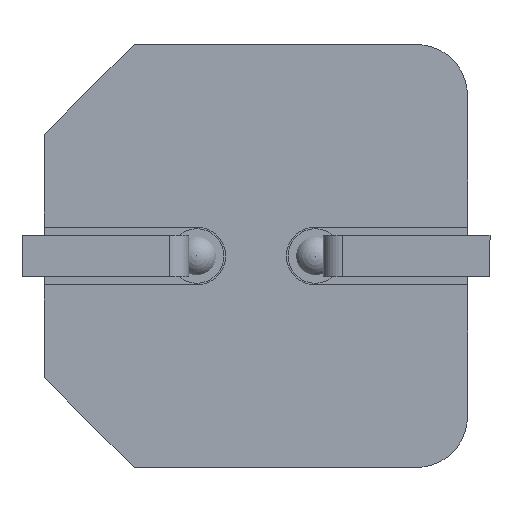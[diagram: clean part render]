
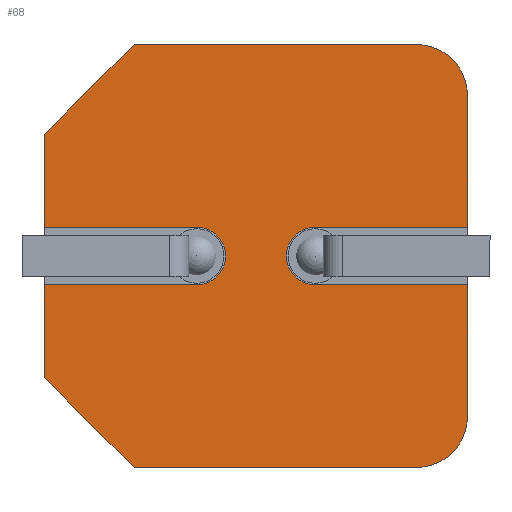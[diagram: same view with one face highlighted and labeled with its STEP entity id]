
A CAD part, front view. The second image highlights one B-rep face of the part: STEP entity #68.
In plain terms, the highlighted planar face has unit normal (0, -1, 0).
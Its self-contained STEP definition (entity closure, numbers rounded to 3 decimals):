
#34 = EDGE_CURVE ( 'NONE', #765, #1067, #1110, .T. ) ;
#37 = CARTESIAN_POINT ( 'NONE',  ( 3.3, 0., -2.5 ) ) ;
#54 = EDGE_CURVE ( 'NONE', #938, #1387, #1532, .T. ) ;
#68 = ADVANCED_FACE ( 'NONE', ( #2028 ), #1272, .T. ) ;
#71 = CIRCLE ( 'NONE', #390, 0.8 ) ;
#77 = VECTOR ( 'NONE', #283, 1000. ) ;
#85 = LINE ( 'NONE', #860, #647 ) ;
#95 = LINE ( 'NONE', #2427, #2290 ) ;
#107 = CARTESIAN_POINT ( 'NONE',  ( -1.9, 0., -3.3 ) ) ;
#116 = VERTEX_POINT ( 'NONE', #2352 ) ;
#119 = AXIS2_PLACEMENT_3D ( 'NONE', #1825, #2021, #1279 ) ;
#139 = LINE ( 'NONE', #719, #2254 ) ;
#151 = ORIENTED_EDGE ( 'NONE', *, *, #1246, .T. ) ;
#158 = VERTEX_POINT ( 'NONE', #2362 ) ;
#195 = VERTEX_POINT ( 'NONE', #1036 ) ;
#256 = AXIS2_PLACEMENT_3D ( 'NONE', #2054, #986, #347 ) ;
#270 = CARTESIAN_POINT ( 'NONE',  ( -1.9, 0., 3.3 ) ) ;
#283 = DIRECTION ( 'NONE',  ( 1., 0., 0. ) ) ;
#288 = VERTEX_POINT ( 'NONE', #2037 ) ;
#335 = CARTESIAN_POINT ( 'NONE',  ( 2.5, 0., 2.5 ) ) ;
#343 = LINE ( 'NONE', #1189, #1174 ) ;
#347 = DIRECTION ( 'NONE',  ( 0., 0., 1. ) ) ;
#384 = VECTOR ( 'NONE', #1954, 1000. ) ;
#390 = AXIS2_PLACEMENT_3D ( 'NONE', #335, #1540, #1149 ) ;
#445 = DIRECTION ( 'NONE',  ( 0., 1., 0. ) ) ;
#466 = CARTESIAN_POINT ( 'NONE',  ( -3.3, 0., 0.45 ) ) ;
#470 = CARTESIAN_POINT ( 'NONE',  ( -0.925, 0., 0.45 ) ) ;
#480 = LINE ( 'NONE', #1082, #587 ) ;
#493 = EDGE_CURVE ( 'NONE', #2014, #2320, #95, .T. ) ;
#501 = VECTOR ( 'NONE', #1880, 1000. ) ;
#517 = CARTESIAN_POINT ( 'NONE',  ( 0., 0., -0.45 ) ) ;
#533 = DIRECTION ( 'NONE',  ( 1., 0., 0. ) ) ;
#536 = VERTEX_POINT ( 'NONE', #1908 ) ;
#587 = VECTOR ( 'NONE', #1428, 1000. ) ;
#597 = VECTOR ( 'NONE', #1088, 1000. ) ;
#638 = ORIENTED_EDGE ( 'NONE', *, *, #1390, .T. ) ;
#647 = VECTOR ( 'NONE', #1634, 1000. ) ;
#702 = LINE ( 'NONE', #517, #843 ) ;
#715 = CIRCLE ( 'NONE', #1855, 0.8 ) ;
#716 = ORIENTED_EDGE ( 'NONE', *, *, #2132, .T. ) ;
#718 = VECTOR ( 'NONE', #857, 1000. ) ;
#719 = CARTESIAN_POINT ( 'NONE',  ( 0., 0., 3.3 ) ) ;
#757 = LINE ( 'NONE', #1076, #501 ) ;
#761 = CARTESIAN_POINT ( 'NONE',  ( 0.925, 0., 0.45 ) ) ;
#765 = VERTEX_POINT ( 'NONE', #37 ) ;
#800 = CARTESIAN_POINT ( 'NONE',  ( 3.3, 0., 0. ) ) ;
#804 = ORIENTED_EDGE ( 'NONE', *, *, #2137, .T. ) ;
#843 = VECTOR ( 'NONE', #937, 1000. ) ;
#857 = DIRECTION ( 'NONE',  ( 0., 0., 1. ) ) ;
#860 = CARTESIAN_POINT ( 'NONE',  ( -3.3, 0., -3.3 ) ) ;
#891 = CIRCLE ( 'NONE', #119, 0.45 ) ;
#908 = DIRECTION ( 'NONE',  ( 0., -1., 0. ) ) ;
#913 = LINE ( 'NONE', #270, #597 ) ;
#937 = DIRECTION ( 'NONE',  ( -1., 0., 0. ) ) ;
#938 = VERTEX_POINT ( 'NONE', #1311 ) ;
#943 = ORIENTED_EDGE ( 'NONE', *, *, #1670, .T. ) ;
#986 = DIRECTION ( 'NONE',  ( 0., -1., 0. ) ) ;
#1036 = CARTESIAN_POINT ( 'NONE',  ( -3.3, 0., 1.9 ) ) ;
#1053 = CARTESIAN_POINT ( 'NONE',  ( -3.3, 0., -3.3 ) ) ;
#1067 = VERTEX_POINT ( 'NONE', #2129 ) ;
#1076 = CARTESIAN_POINT ( 'NONE',  ( 0., 0., -3.3 ) ) ;
#1082 = CARTESIAN_POINT ( 'NONE',  ( -3.3, 0., -1.9 ) ) ;
#1088 = DIRECTION ( 'NONE',  ( -0.707, 0., -0.707 ) ) ;
#1095 = ORIENTED_EDGE ( 'NONE', *, *, #54, .T. ) ;
#1110 = LINE ( 'NONE', #800, #384 ) ;
#1118 = ORIENTED_EDGE ( 'NONE', *, *, #1713, .T. ) ;
#1129 = CIRCLE ( 'NONE', #1373, 0.45 ) ;
#1138 = VERTEX_POINT ( 'NONE', #107 ) ;
#1149 = DIRECTION ( 'NONE',  ( 0., 0., 1. ) ) ;
#1174 = VECTOR ( 'NONE', #1966, 1000. ) ;
#1189 = CARTESIAN_POINT ( 'NONE',  ( 0., 0., -0.45 ) ) ;
#1204 = EDGE_CURVE ( 'NONE', #2320, #288, #891, .T. ) ;
#1207 = VERTEX_POINT ( 'NONE', #1228 ) ;
#1228 = CARTESIAN_POINT ( 'NONE',  ( 0.925, 0., -0.45 ) ) ;
#1246 = EDGE_CURVE ( 'NONE', #195, #2014, #85, .T. ) ;
#1272 = PLANE ( 'NONE',  #256 ) ;
#1279 = DIRECTION ( 'NONE',  ( 0., 0., 1. ) ) ;
#1286 = ORIENTED_EDGE ( 'NONE', *, *, #1204, .T. ) ;
#1311 = CARTESIAN_POINT ( 'NONE',  ( 3.3, 0., 0.45 ) ) ;
#1318 = CARTESIAN_POINT ( 'NONE',  ( 3.3, 0., 2.5 ) ) ;
#1362 = ORIENTED_EDGE ( 'NONE', *, *, #2312, .T. ) ;
#1373 = AXIS2_PLACEMENT_3D ( 'NONE', #1642, #445, #1834 ) ;
#1387 = VERTEX_POINT ( 'NONE', #1318 ) ;
#1390 = EDGE_CURVE ( 'NONE', #288, #2154, #343, .T. ) ;
#1428 = DIRECTION ( 'NONE',  ( 0.707, 0., -0.707 ) ) ;
#1435 = ORIENTED_EDGE ( 'NONE', *, *, #1587, .T. ) ;
#1532 = LINE ( 'NONE', #1604, #718 ) ;
#1540 = DIRECTION ( 'NONE',  ( 0., -1., 0. ) ) ;
#1587 = EDGE_CURVE ( 'NONE', #1832, #1138, #480, .T. ) ;
#1604 = CARTESIAN_POINT ( 'NONE',  ( 3.3, 0., 0. ) ) ;
#1618 = DIRECTION ( 'NONE',  ( 0., 0., -1. ) ) ;
#1634 = DIRECTION ( 'NONE',  ( 0., 0., -1. ) ) ;
#1642 = CARTESIAN_POINT ( 'NONE',  ( 0.925, 0., 0. ) ) ;
#1650 = CARTESIAN_POINT ( 'NONE',  ( 0., 0., 0.45 ) ) ;
#1667 = EDGE_LOOP ( 'NONE', ( #1790, #2264, #1362, #2099, #1095, #1988, #716, #1687, #151, #2386, #1286, #638, #943, #1435, #804, #1118 ) ) ;
#1670 = EDGE_CURVE ( 'NONE', #2154, #1832, #2368, .T. ) ;
#1687 = ORIENTED_EDGE ( 'NONE', *, *, #2407, .T. ) ;
#1713 = EDGE_CURVE ( 'NONE', #158, #765, #715, .T. ) ;
#1719 = VERTEX_POINT ( 'NONE', #761 ) ;
#1734 = DIRECTION ( 'NONE',  ( 0., 0., 1. ) ) ;
#1790 = ORIENTED_EDGE ( 'NONE', *, *, #34, .T. ) ;
#1792 = CARTESIAN_POINT ( 'NONE',  ( -3.3, 0., -1.9 ) ) ;
#1825 = CARTESIAN_POINT ( 'NONE',  ( -0.925, 0., 0. ) ) ;
#1832 = VERTEX_POINT ( 'NONE', #1792 ) ;
#1834 = DIRECTION ( 'NONE',  ( 0., 0., 1. ) ) ;
#1855 = AXIS2_PLACEMENT_3D ( 'NONE', #2270, #908, #1734 ) ;
#1880 = DIRECTION ( 'NONE',  ( 1., 0., 0. ) ) ;
#1898 = VECTOR ( 'NONE', #1618, 1000. ) ;
#1908 = CARTESIAN_POINT ( 'NONE',  ( 2.5, 0., 3.3 ) ) ;
#1954 = DIRECTION ( 'NONE',  ( 0., 0., 1. ) ) ;
#1964 = EDGE_CURVE ( 'NONE', #1719, #938, #2385, .T. ) ;
#1966 = DIRECTION ( 'NONE',  ( -1., 0., 0. ) ) ;
#1988 = ORIENTED_EDGE ( 'NONE', *, *, #2194, .T. ) ;
#2014 = VERTEX_POINT ( 'NONE', #466 ) ;
#2021 = DIRECTION ( 'NONE',  ( 0., 1., 0. ) ) ;
#2028 = FACE_OUTER_BOUND ( 'NONE', #1667, .T. ) ;
#2037 = CARTESIAN_POINT ( 'NONE',  ( -0.925, 0., -0.45 ) ) ;
#2054 = CARTESIAN_POINT ( 'NONE',  ( 0., 0., 0. ) ) ;
#2099 = ORIENTED_EDGE ( 'NONE', *, *, #1964, .T. ) ;
#2111 = EDGE_CURVE ( 'NONE', #1067, #1207, #702, .T. ) ;
#2129 = CARTESIAN_POINT ( 'NONE',  ( 3.3, 0., -0.45 ) ) ;
#2132 = EDGE_CURVE ( 'NONE', #536, #116, #139, .T. ) ;
#2137 = EDGE_CURVE ( 'NONE', #1138, #158, #757, .T. ) ;
#2154 = VERTEX_POINT ( 'NONE', #2276 ) ;
#2194 = EDGE_CURVE ( 'NONE', #1387, #536, #71, .T. ) ;
#2254 = VECTOR ( 'NONE', #2448, 1000. ) ;
#2264 = ORIENTED_EDGE ( 'NONE', *, *, #2111, .T. ) ;
#2270 = CARTESIAN_POINT ( 'NONE',  ( 2.5, 0., -2.5 ) ) ;
#2276 = CARTESIAN_POINT ( 'NONE',  ( -3.3, 0., -0.45 ) ) ;
#2290 = VECTOR ( 'NONE', #533, 1000. ) ;
#2312 = EDGE_CURVE ( 'NONE', #1207, #1719, #1129, .T. ) ;
#2320 = VERTEX_POINT ( 'NONE', #470 ) ;
#2352 = CARTESIAN_POINT ( 'NONE',  ( -1.9, 0., 3.3 ) ) ;
#2362 = CARTESIAN_POINT ( 'NONE',  ( 2.5, 0., -3.3 ) ) ;
#2368 = LINE ( 'NONE', #1053, #1898 ) ;
#2385 = LINE ( 'NONE', #1650, #77 ) ;
#2386 = ORIENTED_EDGE ( 'NONE', *, *, #493, .T. ) ;
#2407 = EDGE_CURVE ( 'NONE', #116, #195, #913, .T. ) ;
#2427 = CARTESIAN_POINT ( 'NONE',  ( 0., 0., 0.45 ) ) ;
#2448 = DIRECTION ( 'NONE',  ( -1., 0., 0. ) ) ;
